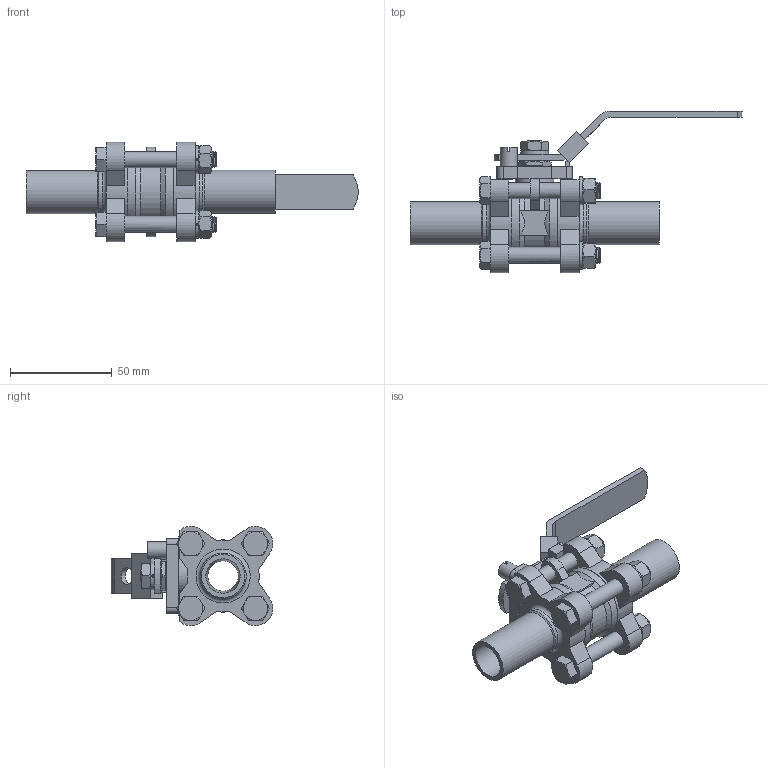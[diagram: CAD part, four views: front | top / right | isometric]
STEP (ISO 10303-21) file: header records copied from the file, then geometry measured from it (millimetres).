
FILE_DESCRIPTION(/* description */ ('Unknown'),/* implementation_level */ '2;1');
FILE_NAME(/* name */ 'R641-SL-PN63-BW-DN15',/* time_stamp */ '2023-09-12T08:54:08+08:00',/* author */ ('Unknown'),/* organization */ ('Unknown'),/* preprocessor_version */ 'ST-DEVELOPER v16.7',/* originating_system */ 'DEX',/* authorisation */ $);
FILE_SCHEMA (('AUTOMOTIVE_DESIGN {1 0 10303 214 3 1 1}'));
Length unit declared in the file: millimetre
Products named in the file (2): SUPPLIER-R641-SL-P005-PN63-1; V-3CS-EB  DN15
Assembly tree (1 placements, depth 2):
  SUPPLIER-R641-SL-P005-PN63-1
    V-3CS-EB  DN15
Bounding box: 163.2 x 79.41 x 48.82 mm (x, y, z)
Volume: 90152.7 mm3; surface area: 43990.2 mm2
Topology: 1 solids, 1 shells, 457 faces, 1425 edges, 969 vertices
Faces by surface type: plane 217, cylinder 111, bspline 67, cone 60, torus 2
Full cylindrical faces by diameter (mm): 4.2 x3, 7.93 x16, 8 x1, 8.3 x1, 8.5 x10, 9 x1, 9.5 x1, 13 x1, 15 x3, 16.9 x2, 21.3 x2, 22.6 x2, 35.4 x2, 35.5 x2
Entity records: 33008 total; most frequent: CARTESIAN_POINT 22103, ORIENTED_EDGE 2666, DIRECTION 1726, EDGE_CURVE 1333, VERTEX_POINT 946, AXIS2_PLACEMENT_3D 642, EDGE_LOOP 553, FACE_BOUND 553
